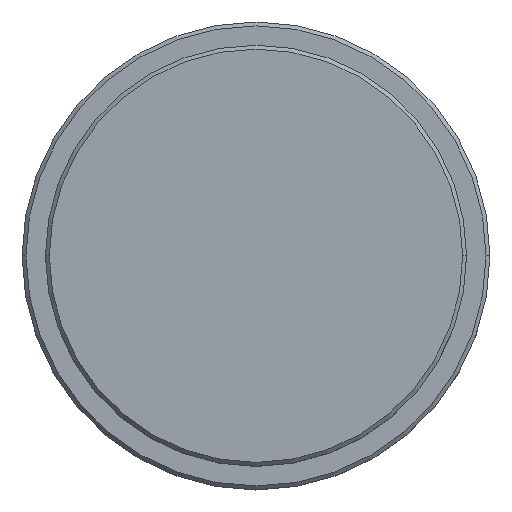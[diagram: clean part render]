
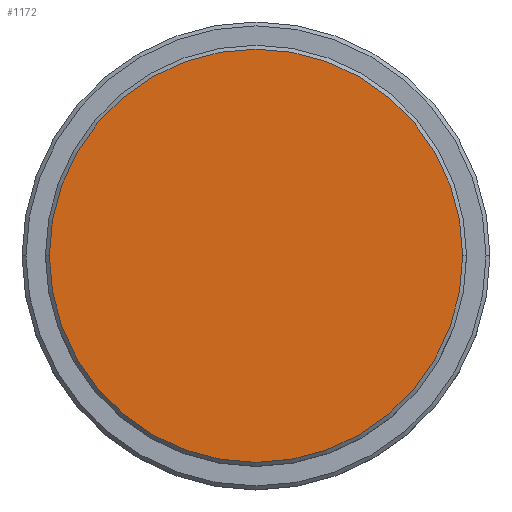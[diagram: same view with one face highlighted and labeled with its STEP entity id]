
A CAD part, top view. The second image highlights one B-rep face of the part: STEP entity #1172.
In plain terms, the highlighted planar face has unit normal (0, 0, 1).
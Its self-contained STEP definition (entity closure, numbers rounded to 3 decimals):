
#2 = AXIS2_PLACEMENT_3D ( 'NONE', #1405, #107, #1412 ) ;
#83 = PLANE ( 'NONE',  #1016 ) ;
#107 = DIRECTION ( 'NONE',  ( 0., 0., 1. ) ) ;
#110 = ORIENTED_EDGE ( 'NONE', *, *, #1321, .T. ) ;
#134 = CARTESIAN_POINT ( 'NONE',  ( -26.5, 0., 0. ) ) ;
#169 = CARTESIAN_POINT ( 'NONE',  ( 0., 0., 0. ) ) ;
#193 = AXIS2_PLACEMENT_3D ( 'NONE', #169, #809, #923 ) ;
#336 = DIRECTION ( 'NONE',  ( 1., 0., 0. ) ) ;
#397 = VERTEX_POINT ( 'NONE', #677 ) ;
#514 = CARTESIAN_POINT ( 'NONE',  ( 0., 0., 0. ) ) ;
#533 = EDGE_LOOP ( 'NONE', ( #601, #110 ) ) ;
#601 = ORIENTED_EDGE ( 'NONE', *, *, #644, .T. ) ;
#622 = CIRCLE ( 'NONE', #193, 26.5 ) ;
#644 = EDGE_CURVE ( 'NONE', #1185, #397, #867, .T. ) ;
#677 = CARTESIAN_POINT ( 'NONE',  ( 26.5, 0., 0. ) ) ;
#809 = DIRECTION ( 'NONE',  ( 0., 0., 1. ) ) ;
#867 = CIRCLE ( 'NONE', #2, 26.5 ) ;
#923 = DIRECTION ( 'NONE',  ( 1., 0., 0. ) ) ;
#955 = DIRECTION ( 'NONE',  ( 0., 0., 1. ) ) ;
#1016 = AXIS2_PLACEMENT_3D ( 'NONE', #514, #955, #336 ) ;
#1063 = FACE_OUTER_BOUND ( 'NONE', #533, .T. ) ;
#1172 = ADVANCED_FACE ( 'NONE', ( #1063 ), #83, .T. ) ;
#1185 = VERTEX_POINT ( 'NONE', #134 ) ;
#1321 = EDGE_CURVE ( 'NONE', #397, #1185, #622, .T. ) ;
#1405 = CARTESIAN_POINT ( 'NONE',  ( 0., 0., 0. ) ) ;
#1412 = DIRECTION ( 'NONE',  ( 1., 0., 0. ) ) ;
